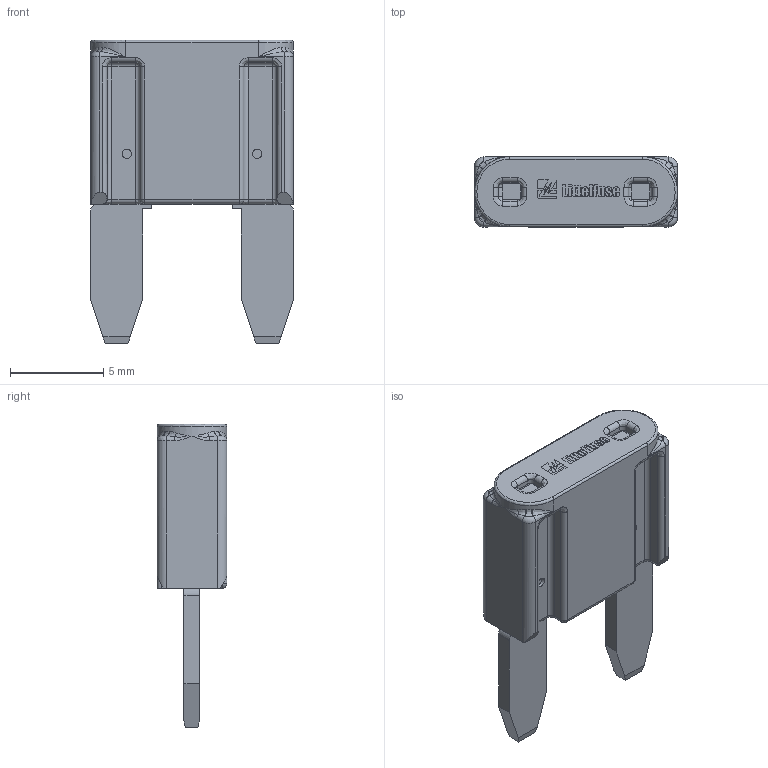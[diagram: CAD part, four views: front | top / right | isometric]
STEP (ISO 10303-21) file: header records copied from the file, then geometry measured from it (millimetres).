
FILE_DESCRIPTION (( 'STEP AP214' ), '1' );
FILE_NAME ('0297010.WXNV.STEP', '2023-04-14T00:26:37', ( '' ), ( '' ), 'SwSTEP 2.0', 'SolidWorks 2013', '' );
FILE_SCHEMA (( 'AUTOMOTIVE_DESIGN' ));
Length unit declared in the file: inch
Products named in the file (4): Littelfuse; Leads; Body; 0297010.WXNV
Assembly tree (3 placements, depth 2):
  0297010.WXNV
    Body
    Leads
    Littelfuse
Bounding box: 10.9 x 3.76 x 16.3 mm (x, y, z)
Volume: 358 mm3; surface area: 599.4 mm2
Topology: 18 solids, 18 shells, 458 faces, 1128 edges, 682 vertices
Faces by surface type: plane 249, bspline 108, cylinder 97, torus 4
Entity records: 20865 total; most frequent: CARTESIAN_POINT 4552, ORIENTED_EDGE 2196, DIRECTION 1850, EDGE_CURVE 1098, VECTOR 726, LINE 726, VERTEX_POINT 682, AXIS2_PLACEMENT_3D 562
